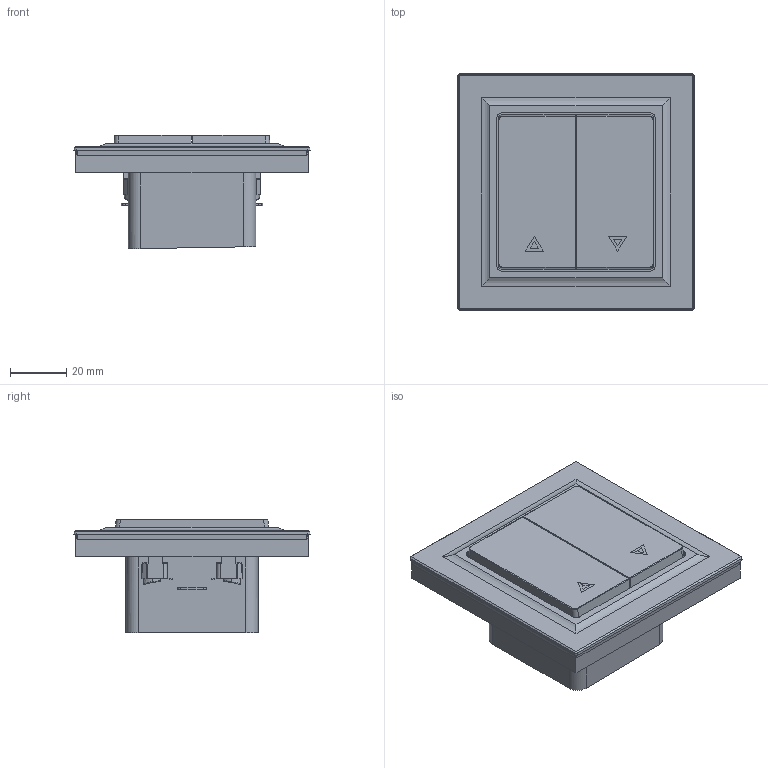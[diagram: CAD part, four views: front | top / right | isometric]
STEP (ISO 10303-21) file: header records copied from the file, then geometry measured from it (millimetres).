
FILE_DESCRIPTION (( 'STEP AP214' ), '1' );
FILE_NAME ('BRITE Âûêëþ÷. æàëþçè 10À.STEP', '2025-03-31T14:29:51', ( '' ), ( '' ), 'SwSTEP 2.0', 'SolidWorks 2022', '' );
FILE_SCHEMA (( 'AUTOMOTIVE_DESIGN' ));
Length unit declared in the file: millimetre
Products named in the file (1): BRITE Выключ. жалюзи 10А
Bounding box: 84.1 x 84.1 x 40.51 mm (x, y, z)
Volume: 134019.2 mm3; surface area: 27638.6 mm2
Topology: 1 solids, 6 shells, 577 faces, 1578 edges, 1032 vertices
Faces by surface type: plane 317, cylinder 192, bspline 37, cone 20, torus 7, sphere 4
Entity records: 19659 total; most frequent: CARTESIAN_POINT 5197, ORIENTED_EDGE 3148, DIRECTION 2834, EDGE_CURVE 1574, VECTOR 1032, LINE 1032, VERTEX_POINT 1032, AXIS2_PLACEMENT_3D 901
